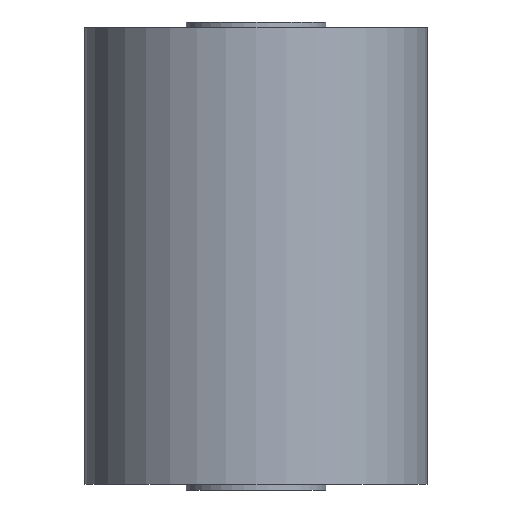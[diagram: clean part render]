
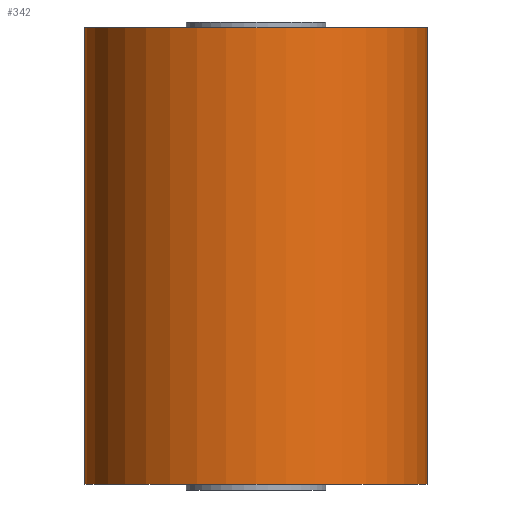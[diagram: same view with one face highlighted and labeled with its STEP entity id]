
A CAD part, front view. The second image highlights one B-rep face of the part: STEP entity #342.
In plain terms, the highlighted cylindrical face has radius 30 mm (diameter 60 mm), a partial arc.
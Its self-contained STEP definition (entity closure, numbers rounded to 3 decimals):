
#2 = CARTESIAN_POINT ( 'NONE',  ( 0., 0., -40. ) ) ;
#6 = CIRCLE ( 'NONE', #242, 30. ) ;
#20 = VERTEX_POINT ( 'NONE', #162 ) ;
#47 = EDGE_CURVE ( 'NONE', #214, #108, #6, .T. ) ;
#50 = DIRECTION ( 'NONE',  ( 0., 0., 1. ) ) ;
#78 = VERTEX_POINT ( 'NONE', #293 ) ;
#80 = ORIENTED_EDGE ( 'NONE', *, *, #176, .F. ) ;
#84 = CIRCLE ( 'NONE', #284, 30. ) ;
#85 = DIRECTION ( 'NONE',  ( 0., 0., 1. ) ) ;
#96 = EDGE_CURVE ( 'NONE', #108, #78, #258, .T. ) ;
#108 = VERTEX_POINT ( 'NONE', #295 ) ;
#130 = ORIENTED_EDGE ( 'NONE', *, *, #96, .T. ) ;
#142 = DIRECTION ( 'NONE',  ( 0., 0., 1. ) ) ;
#155 = ORIENTED_EDGE ( 'NONE', *, *, #47, .T. ) ;
#162 = CARTESIAN_POINT ( 'NONE',  ( -30., 0., 40. ) ) ;
#168 = CARTESIAN_POINT ( 'NONE',  ( 0., 0., 40. ) ) ;
#176 = EDGE_CURVE ( 'NONE', #214, #20, #177, .T. ) ;
#177 = LINE ( 'NONE', #288, #361 ) ;
#198 = DIRECTION ( 'NONE',  ( 0., 0., 1. ) ) ;
#204 = CARTESIAN_POINT ( 'NONE',  ( 30., 0., 98.434 ) ) ;
#207 = DIRECTION ( 'NONE',  ( 0., 0., 1. ) ) ;
#214 = VERTEX_POINT ( 'NONE', #302 ) ;
#242 = AXIS2_PLACEMENT_3D ( 'NONE', #2, #142, #320 ) ;
#248 = AXIS2_PLACEMENT_3D ( 'NONE', #340, #50, #312 ) ;
#254 = EDGE_LOOP ( 'NONE', ( #80, #155, #130, #336 ) ) ;
#258 = LINE ( 'NONE', #204, #359 ) ;
#282 = DIRECTION ( 'NONE',  ( 1., 0., 0. ) ) ;
#284 = AXIS2_PLACEMENT_3D ( 'NONE', #168, #198, #282 ) ;
#288 = CARTESIAN_POINT ( 'NONE',  ( -30., 0., 98.434 ) ) ;
#293 = CARTESIAN_POINT ( 'NONE',  ( 30., 0., 40. ) ) ;
#295 = CARTESIAN_POINT ( 'NONE',  ( 30., 0., -40. ) ) ;
#302 = CARTESIAN_POINT ( 'NONE',  ( -30., 0., -40. ) ) ;
#312 = DIRECTION ( 'NONE',  ( 1., 0., 0. ) ) ;
#320 = DIRECTION ( 'NONE',  ( 1., 0., 0. ) ) ;
#330 = FACE_OUTER_BOUND ( 'NONE', #254, .T. ) ;
#336 = ORIENTED_EDGE ( 'NONE', *, *, #348, .F. ) ;
#340 = CARTESIAN_POINT ( 'NONE',  ( 0., 0., 98.434 ) ) ;
#342 = ADVANCED_FACE ( 'NONE', ( #330 ), #357, .T. ) ;
#348 = EDGE_CURVE ( 'NONE', #20, #78, #84, .T. ) ;
#357 = CYLINDRICAL_SURFACE ( 'NONE', #248, 30. ) ;
#359 = VECTOR ( 'NONE', #207, 1000. ) ;
#361 = VECTOR ( 'NONE', #85, 1000. ) ;
